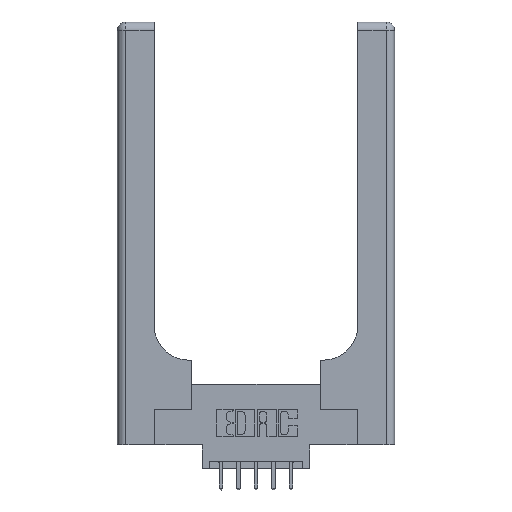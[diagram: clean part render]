
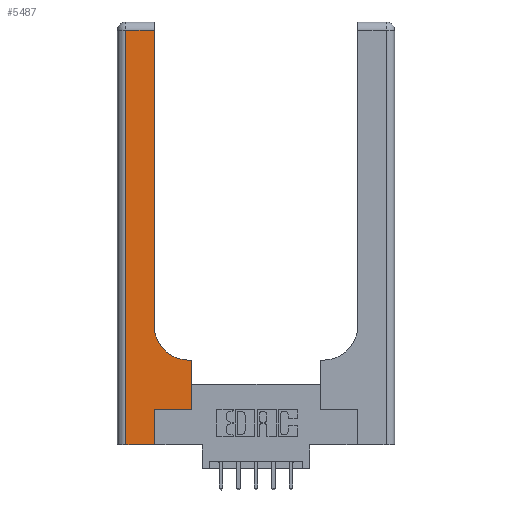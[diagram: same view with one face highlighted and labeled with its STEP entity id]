
A CAD part, top view. The second image highlights one B-rep face of the part: STEP entity #5487.
In plain terms, the highlighted planar face has unit normal (0, 0, 1).
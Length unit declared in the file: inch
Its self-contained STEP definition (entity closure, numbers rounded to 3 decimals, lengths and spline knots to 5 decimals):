
#119 = VECTOR ( 'NONE', #9162, 39.37008 ) ;
#125 = EDGE_CURVE ( 'NONE', #3450, #3293, #9991, .T. ) ;
#386 = CARTESIAN_POINT ( 'NONE',  ( 0.26, 0.85, 0.37 ) ) ;
#390 = CARTESIAN_POINT ( 'NONE',  ( 0.26, 2.94, 0.37 ) ) ;
#471 = ORIENTED_EDGE ( 'NONE', *, *, #3066, .T. ) ;
#1089 = VERTEX_POINT ( 'NONE', #13284 ) ;
#1250 = ORIENTED_EDGE ( 'NONE', *, *, #6379, .T. ) ;
#1290 = CARTESIAN_POINT ( 'NONE',  ( 0.528, 0.25, 0.37 ) ) ;
#1494 = LINE ( 'NONE', #10457, #12306 ) ;
#1699 = VECTOR ( 'NONE', #13307, 39.37008 ) ;
#2220 = CARTESIAN_POINT ( 'NONE',  ( 0.528, 0.6, 0.37 ) ) ;
#2378 = DIRECTION ( 'NONE',  ( -1., 0., 0. ) ) ;
#2458 = DIRECTION ( 'NONE',  ( 0., 1., 0. ) ) ;
#2770 = CARTESIAN_POINT ( 'NONE',  ( 0., 3., 0.37 ) ) ;
#2843 = ORIENTED_EDGE ( 'NONE', *, *, #10002, .T. ) ;
#2862 = VERTEX_POINT ( 'NONE', #8737 ) ;
#3066 = EDGE_CURVE ( 'NONE', #11777, #8601, #7270, .T. ) ;
#3293 = VERTEX_POINT ( 'NONE', #1290 ) ;
#3352 = DIRECTION ( 'NONE',  ( -1., 0., 0. ) ) ;
#3384 = AXIS2_PLACEMENT_3D ( 'NONE', #2770, #3814, #11159 ) ;
#3450 = VERTEX_POINT ( 'NONE', #13194 ) ;
#3618 = FACE_OUTER_BOUND ( 'NONE', #4399, .T. ) ;
#3814 = DIRECTION ( 'NONE',  ( 0., 0., -1. ) ) ;
#4178 = ORIENTED_EDGE ( 'NONE', *, *, #10140, .T. ) ;
#4399 = EDGE_LOOP ( 'NONE', ( #471, #12183, #2843, #13166, #1250, #5414, #4178, #5555, #6080 ) ) ;
#4506 = CARTESIAN_POINT ( 'NONE',  ( 0.06, 3., 0.37 ) ) ;
#4603 = CARTESIAN_POINT ( 'NONE',  ( 0.51, 0.85, 0.37 ) ) ;
#4696 = VECTOR ( 'NONE', #2378, 39.37008 ) ;
#4704 = DIRECTION ( 'NONE',  ( 0., 1., 0. ) ) ;
#4936 = CARTESIAN_POINT ( 'NONE',  ( 0.26, 3., 0.37 ) ) ;
#5234 = DIRECTION ( 'NONE',  ( 1., 0., 0. ) ) ;
#5414 = ORIENTED_EDGE ( 'NONE', *, *, #125, .T. ) ;
#5487 = ADVANCED_FACE ( 'NONE', ( #3618 ), #9056, .F. ) ;
#5555 = ORIENTED_EDGE ( 'NONE', *, *, #10487, .T. ) ;
#5564 = AXIS2_PLACEMENT_3D ( 'NONE', #4603, #11927, #5653 ) ;
#5653 = DIRECTION ( 'NONE',  ( 1., 0., 0. ) ) ;
#6080 = ORIENTED_EDGE ( 'NONE', *, *, #9219, .T. ) ;
#6292 = VERTEX_POINT ( 'NONE', #2220 ) ;
#6379 = EDGE_CURVE ( 'NONE', #12038, #3450, #10523, .T. ) ;
#6548 = CARTESIAN_POINT ( 'NONE',  ( 0.265, 0.25, 0.37 ) ) ;
#7270 = LINE ( 'NONE', #4936, #1699 ) ;
#7378 = VECTOR ( 'NONE', #9784, 39.37008 ) ;
#7694 = LINE ( 'NONE', #8596, #13260 ) ;
#7744 = VECTOR ( 'NONE', #2458, 39.37008 ) ;
#7801 = EDGE_CURVE ( 'NONE', #8795, #12038, #1494, .T. ) ;
#7817 = LINE ( 'NONE', #9723, #4696 ) ;
#7877 = CARTESIAN_POINT ( 'NONE',  ( 0.528, 0.25, 0.37 ) ) ;
#8596 = CARTESIAN_POINT ( 'NONE',  ( 0.26, 0.6, 0.37 ) ) ;
#8601 = VERTEX_POINT ( 'NONE', #390 ) ;
#8737 = CARTESIAN_POINT ( 'NONE',  ( 0.51, 0.6, 0.37 ) ) ;
#8795 = VERTEX_POINT ( 'NONE', #9070 ) ;
#9056 = PLANE ( 'NONE',  #3384 ) ;
#9070 = CARTESIAN_POINT ( 'NONE',  ( 0.06, 0., 0.37 ) ) ;
#9162 = DIRECTION ( 'NONE',  ( 1., 0., 0. ) ) ;
#9188 = VECTOR ( 'NONE', #4704, 39.37008 ) ;
#9219 = EDGE_CURVE ( 'NONE', #2862, #11777, #13574, .T. ) ;
#9291 = CARTESIAN_POINT ( 'NONE',  ( 0.265, 0., 0.37 ) ) ;
#9723 = CARTESIAN_POINT ( 'NONE',  ( 0., 2.94, 0.37 ) ) ;
#9784 = DIRECTION ( 'NONE',  ( 0., -1., 0. ) ) ;
#9991 = LINE ( 'NONE', #6548, #119 ) ;
#10002 = EDGE_CURVE ( 'NONE', #1089, #8795, #10495, .T. ) ;
#10140 = EDGE_CURVE ( 'NONE', #3293, #6292, #11958, .T. ) ;
#10457 = CARTESIAN_POINT ( 'NONE',  ( 0., 0., 0.37 ) ) ;
#10487 = EDGE_CURVE ( 'NONE', #6292, #2862, #7694, .T. ) ;
#10495 = LINE ( 'NONE', #4506, #7378 ) ;
#10523 = LINE ( 'NONE', #10846, #7744 ) ;
#10846 = CARTESIAN_POINT ( 'NONE',  ( 0.265, 0., 0.37 ) ) ;
#11159 = DIRECTION ( 'NONE',  ( -1., 0., 0. ) ) ;
#11777 = VERTEX_POINT ( 'NONE', #386 ) ;
#11927 = DIRECTION ( 'NONE',  ( 0., 0., -1. ) ) ;
#11958 = LINE ( 'NONE', #7877, #9188 ) ;
#12038 = VERTEX_POINT ( 'NONE', #9291 ) ;
#12169 = EDGE_CURVE ( 'NONE', #8601, #1089, #7817, .T. ) ;
#12183 = ORIENTED_EDGE ( 'NONE', *, *, #12169, .T. ) ;
#12306 = VECTOR ( 'NONE', #5234, 39.37008 ) ;
#13166 = ORIENTED_EDGE ( 'NONE', *, *, #7801, .T. ) ;
#13194 = CARTESIAN_POINT ( 'NONE',  ( 0.265, 0.25, 0.37 ) ) ;
#13260 = VECTOR ( 'NONE', #3352, 39.37008 ) ;
#13284 = CARTESIAN_POINT ( 'NONE',  ( 0.06, 2.94, 0.37 ) ) ;
#13307 = DIRECTION ( 'NONE',  ( 0., 1., 0. ) ) ;
#13574 = CIRCLE ( 'NONE', #5564, 0.25 ) ;
